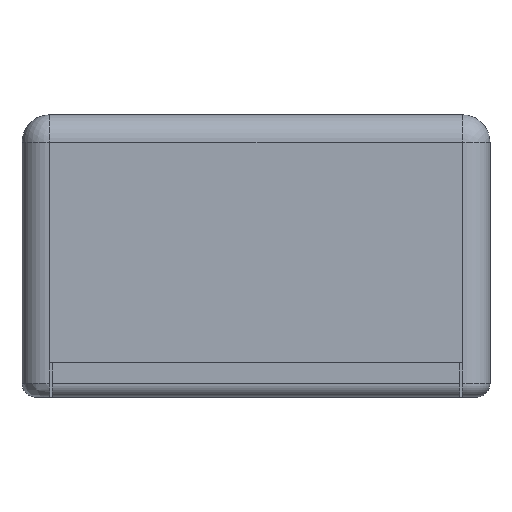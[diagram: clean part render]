
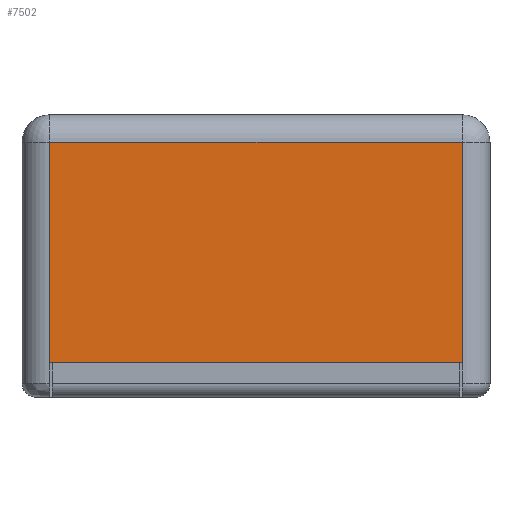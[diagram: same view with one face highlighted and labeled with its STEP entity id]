
A CAD part, left-side view. The second image highlights one B-rep face of the part: STEP entity #7502.
In plain terms, the highlighted planar face has unit normal (-1, 0, 0).
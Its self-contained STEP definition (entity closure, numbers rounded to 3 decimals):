
#1801=DIRECTION('',(0.,0.,1.));
#1802=VECTOR('',#1801,16.);
#1803=CARTESIAN_POINT('',(-6.987,-26.987,
-16.));
#1804=LINE('',#1803,#1802);
#1809=DIRECTION('',(0.,-1.,0.));
#1810=VECTOR('',#1809,29.975);
#1811=CARTESIAN_POINT('',(-6.987,2.987,
-16.));
#1812=LINE('',#1811,#1810);
#1813=DIRECTION('',(0.,-1.,0.));
#1814=VECTOR('',#1813,29.975);
#1815=CARTESIAN_POINT('',(-6.987,2.987,
0.));
#1816=LINE('',#1815,#1814);
#1826=DIRECTION('',(0.,0.,-1.));
#1827=VECTOR('',#1826,16.);
#1828=CARTESIAN_POINT('',(-6.987,2.987,
0.));
#1829=LINE('',#1828,#1827);
#4995=CARTESIAN_POINT('',(-6.987,2.987,
0.));
#4996=CARTESIAN_POINT('',(-6.987,-26.987,
0.));
#4997=VERTEX_POINT('',#4995);
#4998=VERTEX_POINT('',#4996);
#5234=CARTESIAN_POINT('',(-6.987,2.987,
-16.));
#5235=CARTESIAN_POINT('',(-6.987,-26.987,
-16.));
#5236=VERTEX_POINT('',#5234);
#5237=VERTEX_POINT('',#5235);
#7489=CARTESIAN_POINT('',(-6.987,4.987,2.));
#7490=DIRECTION('',(-1.,0.,0.));
#7491=DIRECTION('',(0.,-1.,0.));
#7492=AXIS2_PLACEMENT_3D('',#7489,#7490,#7491);
#7493=PLANE('',#7492);
#7494=ORIENTED_EDGE('',*,*,#6991,.F.);
#7496=ORIENTED_EDGE('',*,*,#7495,.F.);
#7498=ORIENTED_EDGE('',*,*,#7497,.T.);
#7499=ORIENTED_EDGE('',*,*,#7481,.F.);
#7500=EDGE_LOOP('',(#7494,#7496,#7498,#7499));
#7501=FACE_OUTER_BOUND('',#7500,.F.);
#7502=ADVANCED_FACE('',(#7501),#7493,.T.);
#6991=EDGE_CURVE('',#5236,#5237,#1812,.T.);
#7481=EDGE_CURVE('',#5237,#4998,#1804,.T.);
#7495=EDGE_CURVE('',#4997,#5236,#1829,.T.);
#7497=EDGE_CURVE('',#4997,#4998,#1816,.T.);
